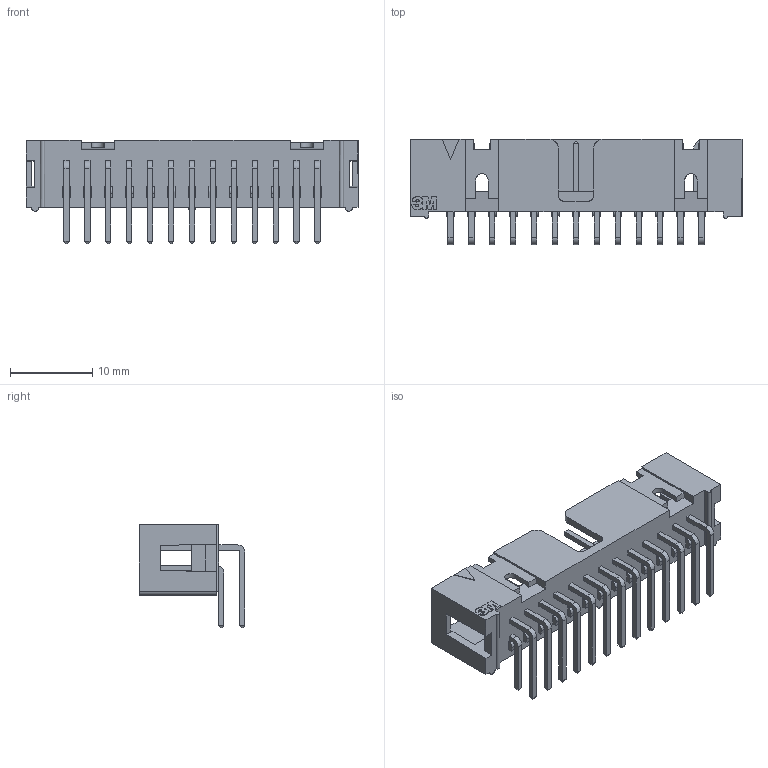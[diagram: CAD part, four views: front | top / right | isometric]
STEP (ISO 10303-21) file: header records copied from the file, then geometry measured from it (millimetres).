
FILE_DESCRIPTION((''),'2;1');
FILE_NAME('3M_N2526-5002RB.stp','2010-03-09T12:51:58',(''),(''),'Mechanical Desktop 2010','Mechanical Desktop 2010',', , ');
FILE_SCHEMA(('AUTOMOTIVE_DESIGN { 1 2 10303 214 1 1 1 1 }'));
Length unit declared in the file: millimetre
Products named in the file (1): Product
Bounding box: 40.34 x 12.85 x 12.62 mm (x, y, z)
Volume: 1323.8 mm3; surface area: 3168.8 mm2
Topology: 66 solids, 66 shells, 838 faces, 1930 edges, 1218 vertices
Faces by surface type: plane 744, cylinder 90, bspline 4
Entity records: 23657 total; most frequent: CARTESIAN_POINT 5457, ORIENTED_EDGE 3860, DIRECTION 3310, EDGE_CURVE 1930, VECTOR 1380, LINE 1380, VERTEX_POINT 1218, AXIS2_PLACEMENT_3D 965
